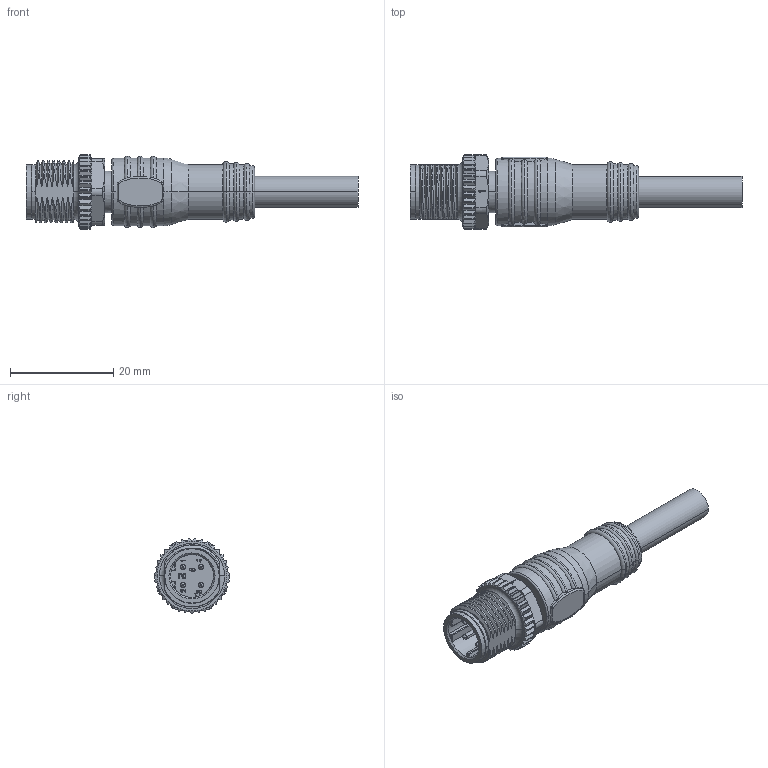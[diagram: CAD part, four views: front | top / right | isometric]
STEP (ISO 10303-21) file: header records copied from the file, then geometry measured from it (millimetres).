
FILE_DESCRIPTION((''),'2;1');
FILE_NAME('243991_SM01_ASM','2024-08-22T08:01:36',('banengservice'),('BANNER ENGINEERING'),'CREO PARAMETRIC BY PTC INC, 2022414','CREO PARAMETRIC BY PTC INC, 2022414','');
FILE_SCHEMA(('CONFIG_CONTROL_DESIGN'));
Length unit declared in the file: millimetre
Products named in the file (2): 243991_EP01; 243991_SM01_ASM
Assembly tree (1 placements, depth 2):
  243991_SM01_ASM
    243991_EP01
Bounding box: 64.2 x 14.49 x 14.48 mm (x, y, z)
Volume: 5041 mm3; surface area: 3120.4 mm2
Topology: 1 solids, 1 shells, 651 faces, 1735 edges, 1106 vertices
Faces by surface type: plane 232, cylinder 193, cone 88, bspline 77, torus 30, extrusion 27, sphere 4
Entity records: 27636 total; most frequent: CARTESIAN_POINT 12225, ORIENTED_EDGE 3462, DIRECTION 2846, EDGE_CURVE 1731, VERTEX_POINT 1106, AXIS2_PLACEMENT_3D 1029, VECTOR 788, LINE 761
